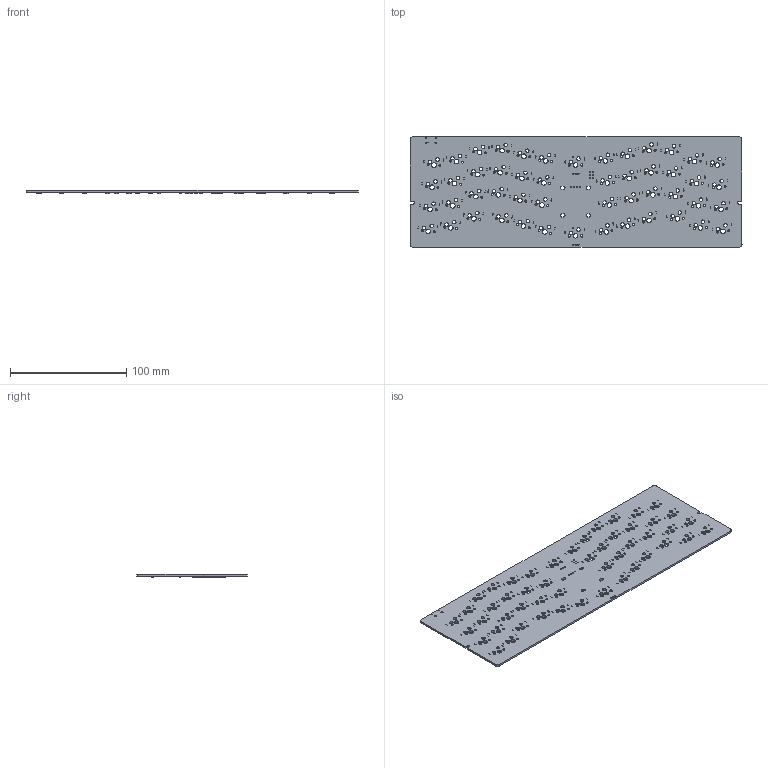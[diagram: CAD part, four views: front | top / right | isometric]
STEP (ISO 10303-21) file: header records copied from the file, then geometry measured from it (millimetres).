
FILE_DESCRIPTION(('KiCad electronic assembly'),'2;1');
FILE_NAME('ergo_60_case.step','2021-01-25T16:51:59',('An Author'),( 'A Company'),'Open CASCADE STEP processor 6.9', 'KiCad to STEP converter','Unknown');
FILE_SCHEMA(('AUTOMOTIVE_DESIGN { 1 0 10303 214 1 1 1 1 }'));
Length unit declared in the file: millimetre
Products named in the file (12): Open CASCADE STEP translator 6.9 1; C_0603_1608Metric; SOLID; D_SOD-123; Crystal_SMD_3225-4Pin_3.2x2.5mm; R_0603_1608Metric; Fuse_1206_3216Metric; COMPOUND
Assembly tree (75 placements, depth 3):
  Open CASCADE STEP translator 6.9 1
    C_0603_1608Metric  x11
      SOLID
    D_SOD-123  x50
      SOLID
    Crystal_SMD_3225-4Pin_3.2x2.5mm
      SOLID
    R_0603_1608Metric  x6
      SOLID
    Fuse_1206_3216Metric
      SOLID
    COMPOUND
Bounding box: 285.01 x 94.6 x 2.9 mm (x, y, z)
Volume: 40709.6 mm3; surface area: 56931.5 mm2
Topology: 70 solids, 70 shells, 4412 faces, 10766 edges, 6568 vertices
Faces by surface type: plane 2006, bspline 1300, cylinder 1106
Full cylindrical faces by diameter (mm): 0.4 x200, 0.65 x2, 0.8 x6, 1 x12, 1.75 x96, 3 x98, 3.988 x50
Entity records: 57792 total; most frequent: CARTESIAN_POINT 14833, DIRECTION 7678, ORIENTED_EDGE 4124, PCURVE 4124, DEFINITIONAL_REPRESENTATION 4124, LINE 3868, VECTOR 3868, EDGE_CURVE 2062
